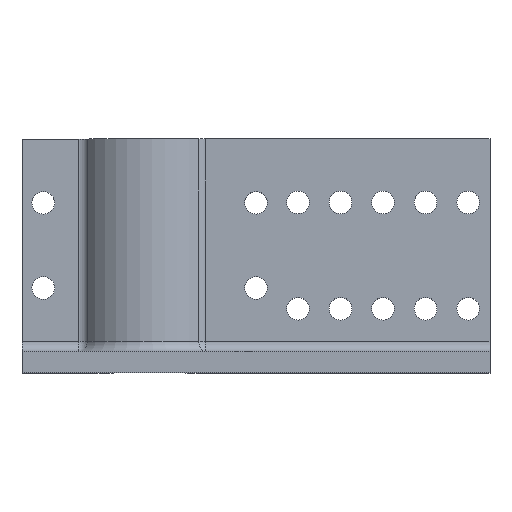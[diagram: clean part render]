
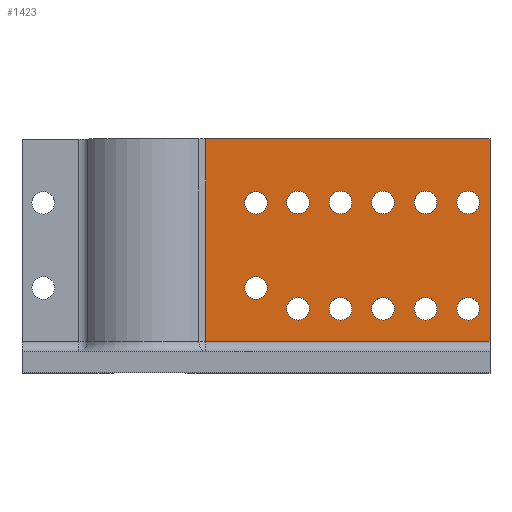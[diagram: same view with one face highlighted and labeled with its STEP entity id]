
A CAD part, top view. The second image highlights one B-rep face of the part: STEP entity #1423.
In plain terms, the highlighted planar face has unit normal (0, 0, 1).
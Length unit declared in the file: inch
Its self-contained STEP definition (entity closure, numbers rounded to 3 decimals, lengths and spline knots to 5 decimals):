
#15=FACE_BOUND('',#175,.T.);
#16=FACE_BOUND('',#176,.T.);
#17=FACE_BOUND('',#177,.T.);
#18=FACE_BOUND('',#178,.T.);
#19=FACE_BOUND('',#179,.T.);
#20=FACE_BOUND('',#180,.T.);
#21=FACE_BOUND('',#181,.T.);
#22=FACE_BOUND('',#182,.T.);
#23=FACE_BOUND('',#183,.T.);
#24=FACE_BOUND('',#184,.T.);
#25=FACE_BOUND('',#185,.T.);
#26=FACE_BOUND('',#186,.T.);
#63=PLANE('',#1526);
#101=FACE_OUTER_BOUND('',#174,.T.);
#174=EDGE_LOOP('',(#982,#983,#984,#985));
#175=EDGE_LOOP('',(#986));
#176=EDGE_LOOP('',(#987));
#177=EDGE_LOOP('',(#988));
#178=EDGE_LOOP('',(#989));
#179=EDGE_LOOP('',(#990));
#180=EDGE_LOOP('',(#991));
#181=EDGE_LOOP('',(#992));
#182=EDGE_LOOP('',(#993));
#183=EDGE_LOOP('',(#994));
#184=EDGE_LOOP('',(#995));
#185=EDGE_LOOP('',(#996));
#186=EDGE_LOOP('',(#997));
#291=LINE('',#2114,#415);
#294=LINE('',#2137,#418);
#295=LINE('',#2139,#419);
#296=LINE('',#2140,#420);
#415=VECTOR('',#1676,0.3937);
#418=VECTOR('',#1705,0.3937);
#419=VECTOR('',#1706,0.3937);
#420=VECTOR('',#1707,0.3937);
#548=CIRCLE('',#1527,0.133);
#549=CIRCLE('',#1528,0.133);
#550=CIRCLE('',#1529,0.133);
#551=CIRCLE('',#1530,0.133);
#552=CIRCLE('',#1531,0.133);
#553=CIRCLE('',#1532,0.133);
#554=CIRCLE('',#1533,0.133);
#555=CIRCLE('',#1534,0.133);
#556=CIRCLE('',#1535,0.133);
#557=CIRCLE('',#1536,0.133);
#558=CIRCLE('',#1537,0.133);
#559=CIRCLE('',#1538,0.133);
#621=VERTEX_POINT('',#2107);
#624=VERTEX_POINT('',#2112);
#631=VERTEX_POINT('',#2136);
#632=VERTEX_POINT('',#2138);
#633=VERTEX_POINT('',#2141);
#634=VERTEX_POINT('',#2143);
#635=VERTEX_POINT('',#2145);
#636=VERTEX_POINT('',#2147);
#637=VERTEX_POINT('',#2149);
#638=VERTEX_POINT('',#2151);
#639=VERTEX_POINT('',#2153);
#640=VERTEX_POINT('',#2155);
#641=VERTEX_POINT('',#2157);
#642=VERTEX_POINT('',#2159);
#643=VERTEX_POINT('',#2161);
#644=VERTEX_POINT('',#2163);
#760=EDGE_CURVE('',#624,#621,#291,.T.);
#771=EDGE_CURVE('',#624,#631,#294,.T.);
#772=EDGE_CURVE('',#632,#631,#295,.T.);
#773=EDGE_CURVE('',#621,#632,#296,.T.);
#774=EDGE_CURVE('',#633,#633,#548,.T.);
#775=EDGE_CURVE('',#634,#634,#549,.T.);
#776=EDGE_CURVE('',#635,#635,#550,.T.);
#777=EDGE_CURVE('',#636,#636,#551,.T.);
#778=EDGE_CURVE('',#637,#637,#552,.T.);
#779=EDGE_CURVE('',#638,#638,#553,.T.);
#780=EDGE_CURVE('',#639,#639,#554,.T.);
#781=EDGE_CURVE('',#640,#640,#555,.T.);
#782=EDGE_CURVE('',#641,#641,#556,.T.);
#783=EDGE_CURVE('',#642,#642,#557,.T.);
#784=EDGE_CURVE('',#643,#643,#558,.T.);
#785=EDGE_CURVE('',#644,#644,#559,.T.);
#982=ORIENTED_EDGE('',*,*,#760,.F.);
#983=ORIENTED_EDGE('',*,*,#771,.T.);
#984=ORIENTED_EDGE('',*,*,#772,.F.);
#985=ORIENTED_EDGE('',*,*,#773,.F.);
#986=ORIENTED_EDGE('',*,*,#774,.T.);
#987=ORIENTED_EDGE('',*,*,#775,.T.);
#988=ORIENTED_EDGE('',*,*,#776,.T.);
#989=ORIENTED_EDGE('',*,*,#777,.T.);
#990=ORIENTED_EDGE('',*,*,#778,.T.);
#991=ORIENTED_EDGE('',*,*,#779,.T.);
#992=ORIENTED_EDGE('',*,*,#780,.T.);
#993=ORIENTED_EDGE('',*,*,#781,.T.);
#994=ORIENTED_EDGE('',*,*,#782,.T.);
#995=ORIENTED_EDGE('',*,*,#783,.T.);
#996=ORIENTED_EDGE('',*,*,#784,.T.);
#997=ORIENTED_EDGE('',*,*,#785,.T.);
#1423=ADVANCED_FACE('',(#101,#15,#16,#17,#18,#19,#20,#21,#22,#23,#24,#25,
#26),#63,.T.);
#1526=AXIS2_PLACEMENT_3D('',#2135,#1703,#1704);
#1527=AXIS2_PLACEMENT_3D('',#2142,#1708,#1709);
#1528=AXIS2_PLACEMENT_3D('',#2144,#1710,#1711);
#1529=AXIS2_PLACEMENT_3D('',#2146,#1712,#1713);
#1530=AXIS2_PLACEMENT_3D('',#2148,#1714,#1715);
#1531=AXIS2_PLACEMENT_3D('',#2150,#1716,#1717);
#1532=AXIS2_PLACEMENT_3D('',#2152,#1718,#1719);
#1533=AXIS2_PLACEMENT_3D('',#2154,#1720,#1721);
#1534=AXIS2_PLACEMENT_3D('',#2156,#1722,#1723);
#1535=AXIS2_PLACEMENT_3D('',#2158,#1724,#1725);
#1536=AXIS2_PLACEMENT_3D('',#2160,#1726,#1727);
#1537=AXIS2_PLACEMENT_3D('',#2162,#1728,#1729);
#1538=AXIS2_PLACEMENT_3D('',#2164,#1730,#1731);
#1676=DIRECTION('',(-1.,0.,0.));
#1703=DIRECTION('center_axis',(0.,0.,1.));
#1704=DIRECTION('ref_axis',(1.,0.,0.));
#1705=DIRECTION('',(0.,1.,0.));
#1706=DIRECTION('',(1.,0.,0.));
#1707=DIRECTION('',(0.,1.,0.));
#1708=DIRECTION('center_axis',(0.,0.,-1.));
#1709=DIRECTION('ref_axis',(1.,0.,0.));
#1710=DIRECTION('center_axis',(0.,0.,-1.));
#1711=DIRECTION('ref_axis',(1.,0.,0.));
#1712=DIRECTION('center_axis',(0.,0.,-1.));
#1713=DIRECTION('ref_axis',(1.,0.,0.));
#1714=DIRECTION('center_axis',(0.,0.,-1.));
#1715=DIRECTION('ref_axis',(1.,0.,0.));
#1716=DIRECTION('center_axis',(0.,0.,-1.));
#1717=DIRECTION('ref_axis',(1.,0.,0.));
#1718=DIRECTION('center_axis',(0.,0.,-1.));
#1719=DIRECTION('ref_axis',(1.,0.,0.));
#1720=DIRECTION('center_axis',(0.,0.,-1.));
#1721=DIRECTION('ref_axis',(1.,0.,0.));
#1722=DIRECTION('center_axis',(0.,0.,-1.));
#1723=DIRECTION('ref_axis',(1.,0.,0.));
#1724=DIRECTION('center_axis',(0.,0.,-1.));
#1725=DIRECTION('ref_axis',(1.,0.,0.));
#1726=DIRECTION('center_axis',(0.,0.,-1.));
#1727=DIRECTION('ref_axis',(1.,0.,0.));
#1728=DIRECTION('center_axis',(0.,0.,-1.));
#1729=DIRECTION('ref_axis',(1.,0.,0.));
#1730=DIRECTION('center_axis',(0.,0.,-1.));
#1731=DIRECTION('ref_axis',(1.,0.,0.));
#2107=CARTESIAN_POINT('',(2.16144,0.375,-1.5));
#2112=CARTESIAN_POINT('',(5.5,0.375,-1.5));
#2114=CARTESIAN_POINT('',(2.43119,0.375,-1.5));
#2135=CARTESIAN_POINT('Origin',(2.11237,0.25,-1.5));
#2136=CARTESIAN_POINT('',(5.5,2.75,-1.5));
#2137=CARTESIAN_POINT('',(5.5,0.25,-1.5));
#2138=CARTESIAN_POINT('',(2.16144,2.75,-1.5));
#2139=CARTESIAN_POINT('',(2.11237,2.75,-1.5));
#2140=CARTESIAN_POINT('',(2.16144,0.25,-1.5));
#2141=CARTESIAN_POINT('',(2.617,2.,-1.5));
#2142=CARTESIAN_POINT('Origin',(2.75,2.,-1.5));
#2143=CARTESIAN_POINT('',(2.617,1.,-1.5));
#2144=CARTESIAN_POINT('Origin',(2.75,1.,-1.5));
#2145=CARTESIAN_POINT('',(5.11084,0.75485,-1.5));
#2146=CARTESIAN_POINT('Origin',(5.24384,0.75485,-1.5));
#2147=CARTESIAN_POINT('',(4.11084,0.75485,-1.5));
#2148=CARTESIAN_POINT('Origin',(4.24384,0.75485,-1.5));
#2149=CARTESIAN_POINT('',(4.11084,2.00485,-1.5));
#2150=CARTESIAN_POINT('Origin',(4.24384,2.00485,-1.5));
#2151=CARTESIAN_POINT('',(4.61084,0.75485,-1.5));
#2152=CARTESIAN_POINT('Origin',(4.74384,0.75485,-1.5));
#2153=CARTESIAN_POINT('',(4.61084,2.00485,-1.5));
#2154=CARTESIAN_POINT('Origin',(4.74384,2.00485,-1.5));
#2155=CARTESIAN_POINT('',(3.61084,2.00485,-1.5));
#2156=CARTESIAN_POINT('Origin',(3.74384,2.00485,-1.5));
#2157=CARTESIAN_POINT('',(3.61084,0.75485,-1.5));
#2158=CARTESIAN_POINT('Origin',(3.74384,0.75485,-1.5));
#2159=CARTESIAN_POINT('',(3.11084,2.00485,-1.5));
#2160=CARTESIAN_POINT('Origin',(3.24384,2.00485,-1.5));
#2161=CARTESIAN_POINT('',(3.11084,0.75485,-1.5));
#2162=CARTESIAN_POINT('Origin',(3.24384,0.75485,-1.5));
#2163=CARTESIAN_POINT('',(5.11084,2.00485,-1.5));
#2164=CARTESIAN_POINT('Origin',(5.24384,2.00485,-1.5));
